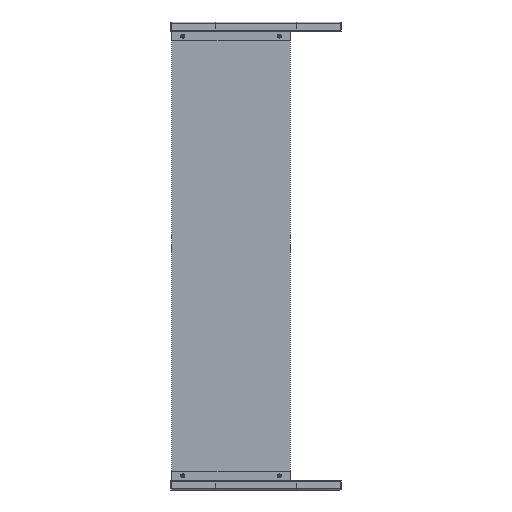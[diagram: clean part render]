
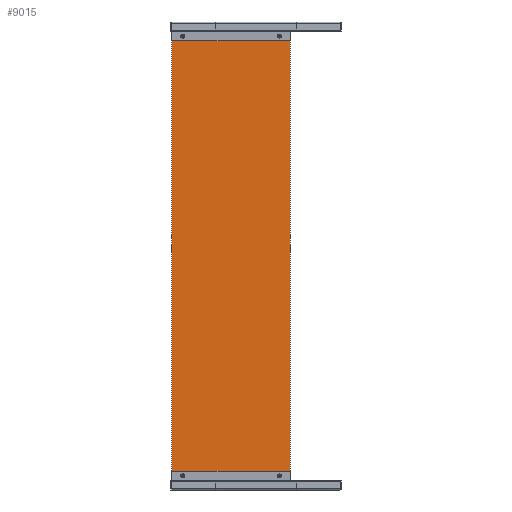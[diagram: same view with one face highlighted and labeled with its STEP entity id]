
A CAD part, front view. The second image highlights one B-rep face of the part: STEP entity #9015.
In plain terms, the highlighted planar face has unit normal (0, -1, 0).
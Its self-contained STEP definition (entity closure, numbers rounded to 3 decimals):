
#1315 = EDGE_CURVE ( 'NONE', #10801, #19386, #5755, .T. ) ;
#1600 = EDGE_CURVE ( 'NONE', #1713, #10801, #9949, .T. ) ;
#1713 = VERTEX_POINT ( 'NONE', #21206 ) ;
#1992 = FACE_OUTER_BOUND ( 'NONE', #5108, .T. ) ;
#2019 = CARTESIAN_POINT ( 'NONE',  ( 0., 30., 0. ) ) ;
#2284 = DIRECTION ( 'NONE',  ( 0., 0., 1. ) ) ;
#2359 = CARTESIAN_POINT ( 'NONE',  ( 0., 30., 1485. ) ) ;
#2393 = LINE ( 'NONE', #10316, #22866 ) ;
#2699 = ORIENTED_EDGE ( 'NONE', *, *, #12548, .F. ) ;
#2830 = ORIENTED_EDGE ( 'NONE', *, *, #8061, .F. ) ;
#3965 = DIRECTION ( 'NONE',  ( 0., 0., -1. ) ) ;
#5108 = EDGE_LOOP ( 'NONE', ( #8284, #14222, #2830, #2699 ) ) ;
#5755 = LINE ( 'NONE', #13793, #20495 ) ;
#7141 = VERTEX_POINT ( 'NONE', #21998 ) ;
#7175 = VECTOR ( 'NONE', #19697, 1000. ) ;
#8061 = EDGE_CURVE ( 'NONE', #7141, #1713, #17404, .T. ) ;
#8284 = ORIENTED_EDGE ( 'NONE', *, *, #1315, .F. ) ;
#9015 = ADVANCED_FACE ( 'NONE', ( #1992 ), #23070, .T. ) ;
#9949 = LINE ( 'NONE', #14465, #24079 ) ;
#10316 = CARTESIAN_POINT ( 'NONE',  ( 0., 30., 1485. ) ) ;
#10801 = VERTEX_POINT ( 'NONE', #16966 ) ;
#12548 = EDGE_CURVE ( 'NONE', #19386, #7141, #2393, .T. ) ;
#13793 = CARTESIAN_POINT ( 'NONE',  ( 0., 30., 1485. ) ) ;
#14074 = DIRECTION ( 'NONE',  ( 1., 0., 0. ) ) ;
#14114 = CARTESIAN_POINT ( 'NONE',  ( 380., 30., 1485. ) ) ;
#14222 = ORIENTED_EDGE ( 'NONE', *, *, #1600, .F. ) ;
#14465 = CARTESIAN_POINT ( 'NONE',  ( 0., 30., -15. ) ) ;
#15473 = DIRECTION ( 'NONE',  ( 0., -1., 0. ) ) ;
#16914 = DIRECTION ( 'NONE',  ( -1., 0., 0. ) ) ;
#16966 = CARTESIAN_POINT ( 'NONE',  ( 0., 30., -15. ) ) ;
#17404 = LINE ( 'NONE', #14114, #7175 ) ;
#19386 = VERTEX_POINT ( 'NONE', #2359 ) ;
#19697 = DIRECTION ( 'NONE',  ( 0., 0., -1. ) ) ;
#20495 = VECTOR ( 'NONE', #2284, 1000. ) ;
#21206 = CARTESIAN_POINT ( 'NONE',  ( 380., 30., -15. ) ) ;
#21998 = CARTESIAN_POINT ( 'NONE',  ( 380., 30., 1485. ) ) ;
#22866 = VECTOR ( 'NONE', #14074, 1000. ) ;
#22910 = AXIS2_PLACEMENT_3D ( 'NONE', #2019, #15473, #3965 ) ;
#23070 = PLANE ( 'NONE',  #22910 ) ;
#24079 = VECTOR ( 'NONE', #16914, 1000. ) ;
